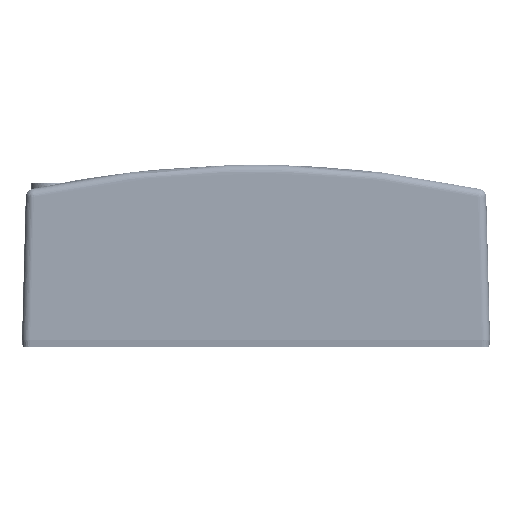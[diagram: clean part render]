
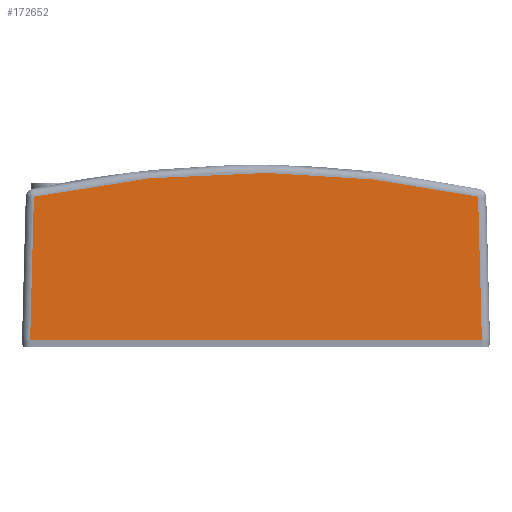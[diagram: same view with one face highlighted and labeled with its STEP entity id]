
A CAD part, front view. The second image highlights one B-rep face of the part: STEP entity #172652.
In plain terms, the highlighted face is planar.
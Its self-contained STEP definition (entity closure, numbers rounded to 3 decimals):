
#154978=DIRECTION('',(-1.,0.,0.));
#154979=VECTOR('',#154978,276.803);
#154980=CARTESIAN_POINT('',(138.402,0.,
0.));
#154981=LINE('',#154980,#154979);
#163458=CARTESIAN_POINT('',(136.107,2.296,
-87.637));
#163459=CARTESIAN_POINT('',(118.193,2.397,
-91.524));
#163460=CARTESIAN_POINT('',(82.185,2.559,
-97.735));
#163461=CARTESIAN_POINT('',(27.448,2.682,
-102.427));
#163462=CARTESIAN_POINT('',(-27.448,2.682,
-102.427));
#163463=CARTESIAN_POINT('',(-82.185,2.559,
-97.735));
#163464=CARTESIAN_POINT('',(-118.193,2.397,
-91.523));
#163465=CARTESIAN_POINT('',(-136.107,2.296,
-87.637));
#163470=DIRECTION('',(-0.026,-0.026,0.999));
#163471=VECTOR('',#163470,87.698);
#163472=CARTESIAN_POINT('',(-136.107,2.296,
-87.637));
#163473=LINE('',#163472,#163471);
#163477=DIRECTION('',(-0.026,0.026,-0.999));
#163478=VECTOR('',#163477,87.698);
#163479=CARTESIAN_POINT('',(138.402,0.,
0.));
#163480=LINE('',#163479,#163478);
#163516=CARTESIAN_POINT('',(138.402,0.,
0.));
#164426=VERTEX_POINT('',#163516);
#164427=CARTESIAN_POINT('',(-138.402,0.,
0.));
#164428=VERTEX_POINT('',#164427);
#165882=CARTESIAN_POINT('',(-136.107,2.295,
-87.637));
#165883=VERTEX_POINT('',#165882);
#165884=VERTEX_POINT('',#163458);
#172639=CARTESIAN_POINT('',(0.,0.,0.));
#172640=DIRECTION('',(0.,-1.,-0.026));
#172641=DIRECTION('',(0.,0.026,-1.));
#172642=AXIS2_PLACEMENT_3D('',#172639,#172640,#172641);
#172643=PLANE('',#172642);
#172645=ORIENTED_EDGE('',*,*,#172644,.T.);
#172646=ORIENTED_EDGE('',*,*,#172632,.T.);
#172647=ORIENTED_EDGE('',*,*,#166106,.F.);
#172649=ORIENTED_EDGE('',*,*,#172648,.T.);
#172650=EDGE_LOOP('',(#172645,#172646,#172647,#172649));
#172651=FACE_OUTER_BOUND('',#172650,.F.);
#163466=B_SPLINE_CURVE_WITH_KNOTS('',3,(#163458,#163459,#163460,#163461,#163462,
#163463,#163464,#163465),.UNSPECIFIED.,.F.,.F.,(4,1,1,1,1,4),(0.,0.2,0.4,
0.6,0.8,1.),.UNSPECIFIED.);
#166106=EDGE_CURVE('',#164426,#164428,#154981,.T.);
#172632=EDGE_CURVE('',#165883,#164428,#163473,.T.);
#172644=EDGE_CURVE('',#165884,#165883,#163466,.T.);
#172648=EDGE_CURVE('',#164426,#165884,#163480,.T.);
#172652=ADVANCED_FACE('',(#172651),#172643,.T.);
